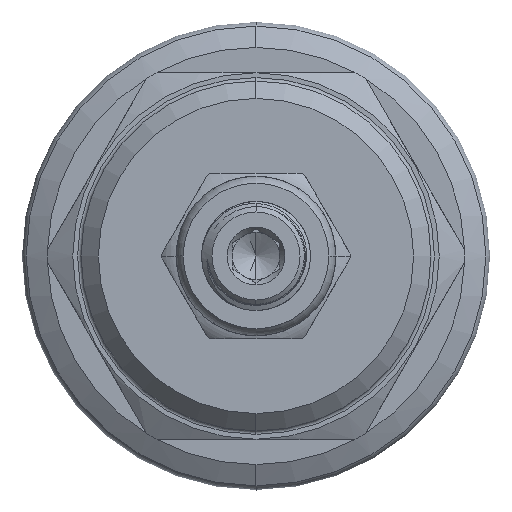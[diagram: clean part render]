
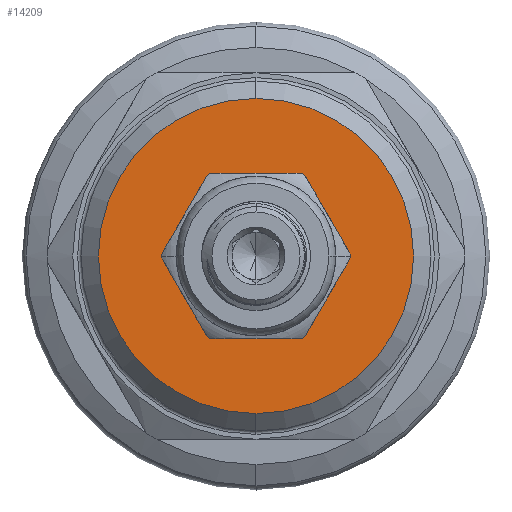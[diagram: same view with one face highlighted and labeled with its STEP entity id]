
A CAD part, left-side view. The second image highlights one B-rep face of the part: STEP entity #14209.
In plain terms, the highlighted planar face has unit normal (-1, 0, 0).
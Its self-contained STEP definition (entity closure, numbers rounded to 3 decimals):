
#334 = EDGE_CURVE ( 'NONE', #13950, #15578, #10856, .T. ) ;
#827 = EDGE_CURVE ( 'NONE', #15578, #13950, #8192, .T. ) ;
#1222 = CARTESIAN_POINT ( 'NONE',  ( 0., 0., 0. ) ) ;
#1245 = DIRECTION ( 'NONE',  ( 0., 1., 0. ) ) ;
#1768 = DIRECTION ( 'NONE',  ( 0., 0., -1. ) ) ;
#1834 = AXIS2_PLACEMENT_3D ( 'NONE', #12987, #11809, #1245 ) ;
#2017 = CARTESIAN_POINT ( 'NONE',  ( 0., 15.1, 0. ) ) ;
#2104 = VERTEX_POINT ( 'NONE', #15519 ) ;
#2195 = AXIS2_PLACEMENT_3D ( 'NONE', #1222, #14492, #9010 ) ;
#2197 = CARTESIAN_POINT ( 'NONE',  ( 0., 0., 0. ) ) ;
#2735 = CARTESIAN_POINT ( 'NONE',  ( 0., 0., 0. ) ) ;
#2737 = EDGE_CURVE ( 'NONE', #2104, #10749, #12820, .T. ) ;
#3227 = CARTESIAN_POINT ( 'NONE',  ( 0., 0., 13.6 ) ) ;
#3917 = EDGE_LOOP ( 'NONE', ( #16443, #13428 ) ) ;
#4286 = ORIENTED_EDGE ( 'NONE', *, *, #2737, .F. ) ;
#4431 = FACE_BOUND ( 'NONE', #6780, .T. ) ;
#5162 = AXIS2_PLACEMENT_3D ( 'NONE', #2735, #13361, #1768 ) ;
#5681 = FACE_OUTER_BOUND ( 'NONE', #3917, .T. ) ;
#5838 = PLANE ( 'NONE',  #11959 ) ;
#5900 = DIRECTION ( 'NONE',  ( 0., 0., -1. ) ) ;
#6756 = CARTESIAN_POINT ( 'NONE',  ( 0., 0., -13.6 ) ) ;
#6780 = EDGE_LOOP ( 'NONE', ( #9558, #4286 ) ) ;
#8192 = CIRCLE ( 'NONE', #5162, 13.6 ) ;
#8233 = EDGE_CURVE ( 'NONE', #10749, #2104, #14930, .T. ) ;
#8487 = AXIS2_PLACEMENT_3D ( 'NONE', #2197, #16475, #8689 ) ;
#8600 = CARTESIAN_POINT ( 'NONE',  ( 0., 6.875, 0. ) ) ;
#8689 = DIRECTION ( 'NONE',  ( 0., 1., 0. ) ) ;
#9010 = DIRECTION ( 'NONE',  ( 0., 0., -1. ) ) ;
#9558 = ORIENTED_EDGE ( 'NONE', *, *, #8233, .F. ) ;
#10749 = VERTEX_POINT ( 'NONE', #8600 ) ;
#10856 = CIRCLE ( 'NONE', #2195, 13.6 ) ;
#11809 = DIRECTION ( 'NONE',  ( -1., 0., 0. ) ) ;
#11959 = AXIS2_PLACEMENT_3D ( 'NONE', #2017, #16297, #5900 ) ;
#12820 = CIRCLE ( 'NONE', #8487, 6.875 ) ;
#12987 = CARTESIAN_POINT ( 'NONE',  ( 0., 0., 0. ) ) ;
#13361 = DIRECTION ( 'NONE',  ( -1., 0., 0. ) ) ;
#13428 = ORIENTED_EDGE ( 'NONE', *, *, #334, .T. ) ;
#13950 = VERTEX_POINT ( 'NONE', #3227 ) ;
#14209 = ADVANCED_FACE ( 'NONE', ( #4431, #5681 ), #5838, .F. ) ;
#14492 = DIRECTION ( 'NONE',  ( -1., 0., 0. ) ) ;
#14930 = CIRCLE ( 'NONE', #1834, 6.875 ) ;
#15519 = CARTESIAN_POINT ( 'NONE',  ( 0., -6.875, 0. ) ) ;
#15578 = VERTEX_POINT ( 'NONE', #6756 ) ;
#16297 = DIRECTION ( 'NONE',  ( 1., 0., 0. ) ) ;
#16443 = ORIENTED_EDGE ( 'NONE', *, *, #827, .T. ) ;
#16475 = DIRECTION ( 'NONE',  ( -1., 0., 0. ) ) ;
